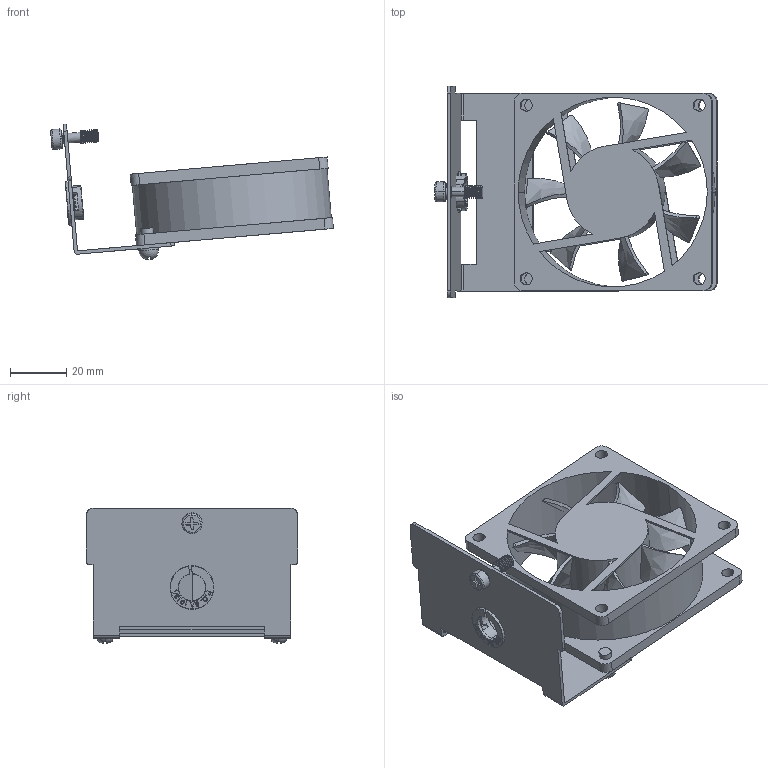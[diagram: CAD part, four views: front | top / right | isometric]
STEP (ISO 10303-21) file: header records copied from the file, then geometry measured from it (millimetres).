
FILE_DESCRIPTION (( 'STEP AP214' ), '1' );
FILE_NAME ('GS4-FAN-DB1.STEP', '2017-10-16T19:03:38', ( '' ), ( '' ), 'SwSTEP 2.0', 'SolidWorks 2016', '' );
FILE_SCHEMA (( 'AUTOMOTIVE_DESIGN' ));
Length unit declared in the file: inch
Products named in the file (4): GS4-FAN-DB1 Grommet A; GS4-FAN-DB1 Screw Only A; GS4-FAN-DB A; GS4-FAN-DB1
Assembly tree (3 placements, depth 2):
  GS4-FAN-DB1
    GS4-FAN-DB A
    GS4-FAN-DB1 Screw Only A
    GS4-FAN-DB1 Grommet A
Bounding box: 100.14 x 75 x 48.01 mm (x, y, z)
Volume: 44264.5 mm3; surface area: 36516.4 mm2
Topology: 4 solids, 4 shells, 462 faces, 1285 edges, 843 vertices
Faces by surface type: plane 197, bspline 137, cylinder 103, torus 19, sphere 4, cone 2
Entity records: 18499 total; most frequent: CARTESIAN_POINT 7344, ORIENTED_EDGE 2554, DIRECTION 1871, EDGE_CURVE 1277, VERTEX_POINT 839, LINE 633, VECTOR 633, AXIS2_PLACEMENT_3D 619
